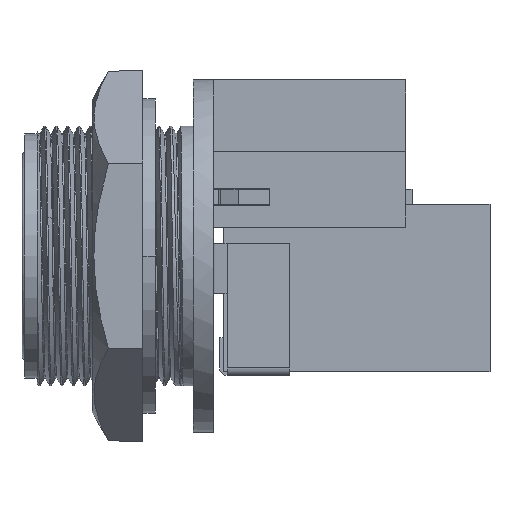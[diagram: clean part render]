
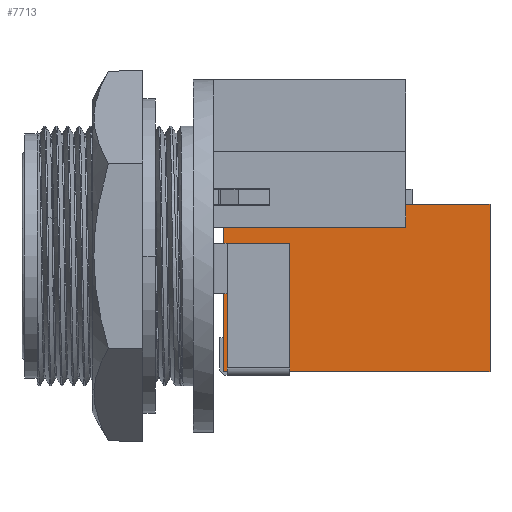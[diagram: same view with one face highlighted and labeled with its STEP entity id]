
A CAD part, front view. The second image highlights one B-rep face of the part: STEP entity #7713.
In plain terms, the highlighted planar face has unit normal (0, -1, 0).
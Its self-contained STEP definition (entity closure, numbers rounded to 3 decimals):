
#78 = ORIENTED_EDGE ( 'NONE', *, *, #26392, .F. ) ;
#2121 = CARTESIAN_POINT ( 'NONE',  ( 10.35, -7.94, 4.1 ) ) ;
#2492 = DIRECTION ( 'NONE',  ( -1., 0., 0. ) ) ;
#3598 = LINE ( 'NONE', #2121, #23233 ) ;
#3949 = VERTEX_POINT ( 'NONE', #25810 ) ;
#3958 = DIRECTION ( 'NONE',  ( 0., 0., -1. ) ) ;
#4758 = VECTOR ( 'NONE', #34267, 1000. ) ;
#6067 = DIRECTION ( 'NONE',  ( 0., 0., 1. ) ) ;
#6447 = VERTEX_POINT ( 'NONE', #47758 ) ;
#6840 = CARTESIAN_POINT ( 'NONE',  ( 2.4, -7.94, -2.55 ) ) ;
#7609 = CARTESIAN_POINT ( 'NONE',  ( 2.4, -7.94, 4.1 ) ) ;
#7713 = ADVANCED_FACE ( 'NONE', ( #30678 ), #45297, .T. ) ;
#7761 = EDGE_CURVE ( 'NONE', #3949, #31169, #39792, .T. ) ;
#7805 = DIRECTION ( 'NONE',  ( 0., 0., -1. ) ) ;
#10109 = LINE ( 'NONE', #27147, #29712 ) ;
#10256 = DIRECTION ( 'NONE',  ( 0., -1., 0. ) ) ;
#11392 = EDGE_CURVE ( 'NONE', #22374, #3949, #3598, .T. ) ;
#11393 = DIRECTION ( 'NONE',  ( -1., 0., 0. ) ) ;
#11741 = VERTEX_POINT ( 'NONE', #39053 ) ;
#12376 = EDGE_CURVE ( 'NONE', #37995, #19258, #41479, .T. ) ;
#13802 = CARTESIAN_POINT ( 'NONE',  ( 9.15, -7.94, 6.6 ) ) ;
#15679 = ORIENTED_EDGE ( 'NONE', *, *, #22893, .T. ) ;
#16346 = VECTOR ( 'NONE', #2492, 1000. ) ;
#17030 = ORIENTED_EDGE ( 'NONE', *, *, #31371, .T. ) ;
#18773 = DIRECTION ( 'NONE',  ( -1., 0., 0. ) ) ;
#19258 = VERTEX_POINT ( 'NONE', #20296 ) ;
#19795 = ORIENTED_EDGE ( 'NONE', *, *, #11392, .T. ) ;
#20141 = VECTOR ( 'NONE', #7805, 1000. ) ;
#20253 = EDGE_CURVE ( 'NONE', #11741, #6447, #33191, .T. ) ;
#20296 = CARTESIAN_POINT ( 'NONE',  ( 2.4, -7.94, -9.2 ) ) ;
#21446 = CARTESIAN_POINT ( 'NONE',  ( 10.35, -7.94, 4.1 ) ) ;
#21927 = DIRECTION ( 'NONE',  ( -1., 0., 0. ) ) ;
#22144 = ORIENTED_EDGE ( 'NONE', *, *, #29738, .T. ) ;
#22374 = VERTEX_POINT ( 'NONE', #21446 ) ;
#22812 = VECTOR ( 'NONE', #3958, 1000. ) ;
#22893 = EDGE_CURVE ( 'NONE', #31169, #37148, #40913, .T. ) ;
#23233 = VECTOR ( 'NONE', #6067, 1000. ) ;
#25344 = VECTOR ( 'NONE', #18773, 1000. ) ;
#25810 = CARTESIAN_POINT ( 'NONE',  ( 10.35, -7.94, 6.6 ) ) ;
#25853 = CARTESIAN_POINT ( 'NONE',  ( 2.4, -7.94, 4.1 ) ) ;
#26392 = EDGE_CURVE ( 'NONE', #6447, #19258, #47554, .T. ) ;
#27147 = CARTESIAN_POINT ( 'NONE',  ( 2.4, -7.94, 4.1 ) ) ;
#28223 = VECTOR ( 'NONE', #21927, 1000. ) ;
#29712 = VECTOR ( 'NONE', #11393, 1000. ) ;
#29738 = EDGE_CURVE ( 'NONE', #37148, #37995, #10109, .T. ) ;
#29924 = CARTESIAN_POINT ( 'NONE',  ( 2.4, -7.94, -9.2 ) ) ;
#30574 = CARTESIAN_POINT ( 'NONE',  ( 2.4, -7.94, 4.1 ) ) ;
#30678 = FACE_OUTER_BOUND ( 'NONE', #32363, .T. ) ;
#31169 = VERTEX_POINT ( 'NONE', #13802 ) ;
#31371 = EDGE_CURVE ( 'NONE', #11741, #22374, #34527, .T. ) ;
#32363 = EDGE_LOOP ( 'NONE', ( #19795, #47001, #15679, #22144, #44174, #78, #45720, #17030 ) ) ;
#33191 = LINE ( 'NONE', #35120, #22812 ) ;
#34267 = DIRECTION ( 'NONE',  ( 0., 0., -1. ) ) ;
#34527 = LINE ( 'NONE', #30574, #25344 ) ;
#35120 = CARTESIAN_POINT ( 'NONE',  ( 23.6, -7.94, -2.55 ) ) ;
#35211 = CARTESIAN_POINT ( 'NONE',  ( 9.15, -7.94, 4.1 ) ) ;
#37148 = VERTEX_POINT ( 'NONE', #48656 ) ;
#37620 = DIRECTION ( 'NONE',  ( -1., 0., 0. ) ) ;
#37995 = VERTEX_POINT ( 'NONE', #7609 ) ;
#39053 = CARTESIAN_POINT ( 'NONE',  ( 23.6, -7.94, 4.1 ) ) ;
#39792 = LINE ( 'NONE', #45473, #28223 ) ;
#40913 = LINE ( 'NONE', #35211, #20141 ) ;
#41479 = LINE ( 'NONE', #6840, #4758 ) ;
#44174 = ORIENTED_EDGE ( 'NONE', *, *, #12376, .T. ) ;
#45297 = PLANE ( 'NONE',  #48364 ) ;
#45473 = CARTESIAN_POINT ( 'NONE',  ( 2.4, -7.94, 6.6 ) ) ;
#45720 = ORIENTED_EDGE ( 'NONE', *, *, #20253, .F. ) ;
#47001 = ORIENTED_EDGE ( 'NONE', *, *, #7761, .T. ) ;
#47554 = LINE ( 'NONE', #29924, #16346 ) ;
#47758 = CARTESIAN_POINT ( 'NONE',  ( 23.6, -7.94, -9.2 ) ) ;
#48364 = AXIS2_PLACEMENT_3D ( 'NONE', #25853, #10256, #37620 ) ;
#48656 = CARTESIAN_POINT ( 'NONE',  ( 9.15, -7.94, 4.1 ) ) ;
